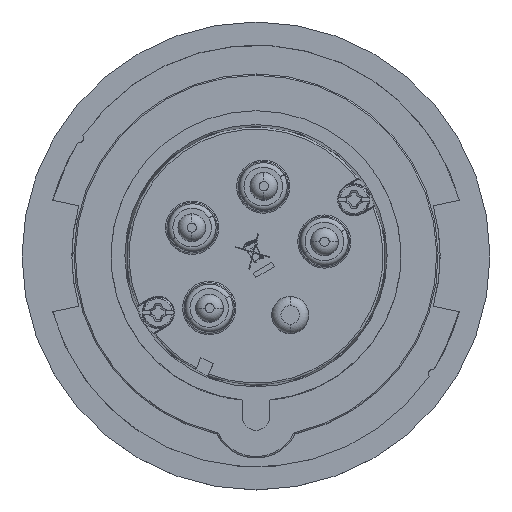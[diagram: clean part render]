
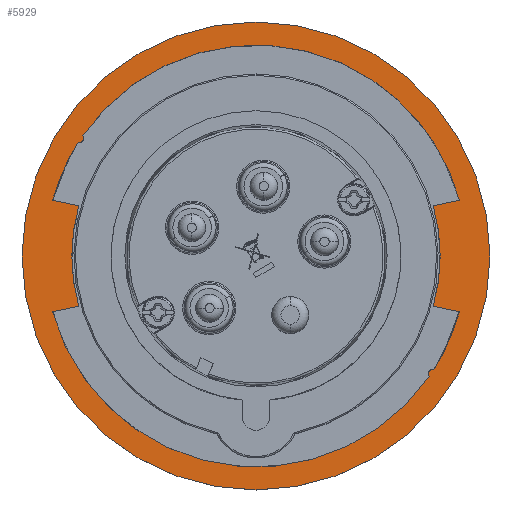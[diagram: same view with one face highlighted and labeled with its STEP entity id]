
A CAD part, top view. The second image highlights one B-rep face of the part: STEP entity #5929.
In plain terms, the highlighted planar face has unit normal (0, 0, 1).
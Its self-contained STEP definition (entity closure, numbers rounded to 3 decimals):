
#175 = DIRECTION ( 'NONE',  ( 0.978, 0.208, 0. ) ) ;
#1099 = EDGE_CURVE ( 'NONE', #18163, #10981, #24727, .T. ) ;
#1141 = DIRECTION ( 'NONE',  ( 0., 0., -1. ) ) ;
#1407 = ORIENTED_EDGE ( 'NONE', *, *, #17732, .F. ) ;
#1604 = ORIENTED_EDGE ( 'NONE', *, *, #24251, .F. ) ;
#1813 = CARTESIAN_POINT ( 'NONE',  ( -38.434, 10.9, -31.9 ) ) ;
#1874 = AXIS2_PLACEMENT_3D ( 'NONE', #16084, #4361, #23638 ) ;
#2161 = ORIENTED_EDGE ( 'NONE', *, *, #23045, .F. ) ;
#2651 = EDGE_CURVE ( 'NONE', #4024, #25620, #23549, .T. ) ;
#2677 = CIRCLE ( 'NONE', #19973, 50.75 ) ;
#2783 = LINE ( 'NONE', #11603, #21348 ) ;
#2866 = CARTESIAN_POINT ( 'NONE',  ( 38.434, 10.9, -31.9 ) ) ;
#2887 = AXIS2_PLACEMENT_3D ( 'NONE', #9827, #17225, #5645 ) ;
#3008 = DIRECTION ( 'NONE',  ( -0.218, -0.976, 0. ) ) ;
#3075 = DIRECTION ( 'NONE',  ( 0., 0., 1. ) ) ;
#3285 = DIRECTION ( 'NONE',  ( 0., 0., 1. ) ) ;
#3445 = EDGE_CURVE ( 'NONE', #5838, #11236, #20138, .T. ) ;
#3487 = CARTESIAN_POINT ( 'NONE',  ( 44.119, 12.108, -31.9 ) ) ;
#4024 = VERTEX_POINT ( 'NONE', #22872 ) ;
#4077 = VERTEX_POINT ( 'NONE', #19010 ) ;
#4169 = AXIS2_PLACEMENT_3D ( 'NONE', #25724, #11541, #30526 ) ;
#4361 = DIRECTION ( 'NONE',  ( 0., 0., 1. ) ) ;
#4697 = ORIENTED_EDGE ( 'NONE', *, *, #29358, .T. ) ;
#4949 = CARTESIAN_POINT ( 'NONE',  ( 0., 0., -31.9 ) ) ;
#5076 = EDGE_CURVE ( 'NONE', #11953, #18163, #28980, .T. ) ;
#5077 = CARTESIAN_POINT ( 'NONE',  ( 0., 0., -31.9 ) ) ;
#5232 = DIRECTION ( 'NONE',  ( 0., 0., 1. ) ) ;
#5247 = CIRCLE ( 'NONE', #20051, 45.75 ) ;
#5645 = DIRECTION ( 'NONE',  ( 0., -1., 0. ) ) ;
#5681 = VERTEX_POINT ( 'NONE', #13081 ) ;
#5838 = VERTEX_POINT ( 'NONE', #25714 ) ;
#5929 = ADVANCED_FACE ( 'NONE', ( #24008, #14739 ), #19709, .T. ) ;
#6646 = LINE ( 'NONE', #18390, #15875 ) ;
#6811 = CARTESIAN_POINT ( 'NONE',  ( 25.357, 38.08, -31.9 ) ) ;
#7008 = ORIENTED_EDGE ( 'NONE', *, *, #28059, .F. ) ;
#7412 = DIRECTION ( 'NONE',  ( 0., 0., 1. ) ) ;
#7448 = ORIENTED_EDGE ( 'NONE', *, *, #3445, .T. ) ;
#7729 = EDGE_CURVE ( 'NONE', #5681, #17681, #10647, .T. ) ;
#9126 = ORIENTED_EDGE ( 'NONE', *, *, #1099, .F. ) ;
#9295 = AXIS2_PLACEMENT_3D ( 'NONE', #13180, #1141, #10568 ) ;
#9388 = DIRECTION ( 'NONE',  ( 0.218, 0.976, 0. ) ) ;
#9459 = LINE ( 'NONE', #14222, #10394 ) ;
#9634 = CIRCLE ( 'NONE', #26871, 1. ) ;
#9677 = ORIENTED_EDGE ( 'NONE', *, *, #2651, .F. ) ;
#9679 = CARTESIAN_POINT ( 'NONE',  ( -37.555, 26.128, -31.9 ) ) ;
#9827 = CARTESIAN_POINT ( 'NONE',  ( -48.25, 0., -31.9 ) ) ;
#10233 = CARTESIAN_POINT ( 'NONE',  ( 0., 0., -31.9 ) ) ;
#10394 = VECTOR ( 'NONE', #16538, 1000. ) ;
#10443 = CARTESIAN_POINT ( 'NONE',  ( -44.119, 12.108, -31.9 ) ) ;
#10568 = DIRECTION ( 'NONE',  ( 0., 1., 0. ) ) ;
#10647 = CIRCLE ( 'NONE', #21486, 50.75 ) ;
#10981 = VERTEX_POINT ( 'NONE', #16347 ) ;
#11003 = CARTESIAN_POINT ( 'NONE',  ( 0., 0., -31.9 ) ) ;
#11236 = VERTEX_POINT ( 'NONE', #1813 ) ;
#11541 = DIRECTION ( 'NONE',  ( 0., 0., 1. ) ) ;
#11603 = CARTESIAN_POINT ( 'NONE',  ( -45.509, 12.404, -31.9 ) ) ;
#11915 = CIRCLE ( 'NONE', #15868, 45.75 ) ;
#11953 = VERTEX_POINT ( 'NONE', #15017 ) ;
#11991 = CARTESIAN_POINT ( 'NONE',  ( 0., 0., -31.9 ) ) ;
#12119 = CARTESIAN_POINT ( 'NONE',  ( 38.372, -25.551, -31.9 ) ) ;
#12248 = VERTEX_POINT ( 'NONE', #21496 ) ;
#13081 = CARTESIAN_POINT ( 'NONE',  ( 50.75, 0., -31.9 ) ) ;
#13180 = CARTESIAN_POINT ( 'NONE',  ( 0., 0., -31.9 ) ) ;
#14222 = CARTESIAN_POINT ( 'NONE',  ( 38.434, -10.9, -31.9 ) ) ;
#14739 = FACE_OUTER_BOUND ( 'NONE', #19860, .T. ) ;
#14968 = EDGE_CURVE ( 'NONE', #17681, #5681, #2677, .T. ) ;
#15017 = CARTESIAN_POINT ( 'NONE',  ( -44.119, -12.108, -31.9 ) ) ;
#15030 = CIRCLE ( 'NONE', #22458, 45.75 ) ;
#15868 = AXIS2_PLACEMENT_3D ( 'NONE', #11991, #24032, #16624 ) ;
#15875 = VECTOR ( 'NONE', #25474, 1000. ) ;
#16084 = CARTESIAN_POINT ( 'NONE',  ( 0., 0., -31.9 ) ) ;
#16228 = DIRECTION ( 'NONE',  ( -0.978, 0.208, 0. ) ) ;
#16347 = CARTESIAN_POINT ( 'NONE',  ( 38.589, -24.575, -31.9 ) ) ;
#16453 = ORIENTED_EDGE ( 'NONE', *, *, #7729, .T. ) ;
#16538 = DIRECTION ( 'NONE',  ( -0.978, 0.208, 0. ) ) ;
#16624 = DIRECTION ( 'NONE',  ( -1., 0., 0. ) ) ;
#16823 = DIRECTION ( 'NONE',  ( -1., 0., 0. ) ) ;
#17225 = DIRECTION ( 'NONE',  ( 0., 0., 1. ) ) ;
#17242 = VERTEX_POINT ( 'NONE', #6811 ) ;
#17478 = CIRCLE ( 'NONE', #4169, 45.75 ) ;
#17681 = VERTEX_POINT ( 'NONE', #23581 ) ;
#17732 = EDGE_CURVE ( 'NONE', #12248, #25586, #11915, .T. ) ;
#18163 = VERTEX_POINT ( 'NONE', #19959 ) ;
#18390 = CARTESIAN_POINT ( 'NONE',  ( -38.434, -10.9, -31.9 ) ) ;
#19010 = CARTESIAN_POINT ( 'NONE',  ( 44.119, -12.108, -31.9 ) ) ;
#19609 = DIRECTION ( 'NONE',  ( -1., 0., 0. ) ) ;
#19702 = DIRECTION ( 'NONE',  ( 0., 0., -1. ) ) ;
#19709 = PLANE ( 'NONE',  #2887 ) ;
#19715 = ORIENTED_EDGE ( 'NONE', *, *, #14968, .T. ) ;
#19860 = EDGE_LOOP ( 'NONE', ( #19715, #16453 ) ) ;
#19916 = CARTESIAN_POINT ( 'NONE',  ( 0., 0., -31.9 ) ) ;
#19959 = CARTESIAN_POINT ( 'NONE',  ( 37.555, -26.128, -31.9 ) ) ;
#19973 = AXIS2_PLACEMENT_3D ( 'NONE', #10233, #3285, #22276 ) ;
#20051 = AXIS2_PLACEMENT_3D ( 'NONE', #5077, #5232, #24356 ) ;
#20138 = CIRCLE ( 'NONE', #9295, 39.95 ) ;
#20163 = ORIENTED_EDGE ( 'NONE', *, *, #22274, .F. ) ;
#20610 = AXIS2_PLACEMENT_3D ( 'NONE', #11003, #20732, #27639 ) ;
#20642 = EDGE_CURVE ( 'NONE', #11236, #25586, #2783, .T. ) ;
#20732 = DIRECTION ( 'NONE',  ( 0., 0., 1. ) ) ;
#21054 = CARTESIAN_POINT ( 'NONE',  ( 45.509, 12.404, -31.9 ) ) ;
#21348 = VECTOR ( 'NONE', #16228, 1000. ) ;
#21466 = VERTEX_POINT ( 'NONE', #9679 ) ;
#21486 = AXIS2_PLACEMENT_3D ( 'NONE', #4949, #7412, #16823 ) ;
#21496 = CARTESIAN_POINT ( 'NONE',  ( -38.589, 24.575, -31.9 ) ) ;
#21567 = ORIENTED_EDGE ( 'NONE', *, *, #23291, .F. ) ;
#21789 = AXIS2_PLACEMENT_3D ( 'NONE', #12119, #19702, #3008 ) ;
#22274 = EDGE_CURVE ( 'NONE', #17242, #21466, #17478, .T. ) ;
#22276 = DIRECTION ( 'NONE',  ( -1., 0., 0. ) ) ;
#22458 = AXIS2_PLACEMENT_3D ( 'NONE', #19916, #3075, #19609 ) ;
#22546 = VERTEX_POINT ( 'NONE', #3487 ) ;
#22872 = CARTESIAN_POINT ( 'NONE',  ( 38.434, -10.9, -31.9 ) ) ;
#23045 = EDGE_CURVE ( 'NONE', #10981, #4077, #15030, .T. ) ;
#23291 = EDGE_CURVE ( 'NONE', #21466, #12248, #9634, .T. ) ;
#23549 = CIRCLE ( 'NONE', #1874, 39.95 ) ;
#23570 = DIRECTION ( 'NONE',  ( 0., 0., -1. ) ) ;
#23581 = CARTESIAN_POINT ( 'NONE',  ( -50.75, 0., -31.9 ) ) ;
#23638 = DIRECTION ( 'NONE',  ( 0., 1., 0. ) ) ;
#24008 = FACE_BOUND ( 'NONE', #24213, .T. ) ;
#24032 = DIRECTION ( 'NONE',  ( 0., 0., 1. ) ) ;
#24167 = ORIENTED_EDGE ( 'NONE', *, *, #5076, .F. ) ;
#24213 = EDGE_LOOP ( 'NONE', ( #24167, #4697, #7448, #27393, #1407, #21567, #20163, #1604, #25097, #9677, #7008, #2161, #9126 ) ) ;
#24251 = EDGE_CURVE ( 'NONE', #22546, #17242, #5247, .T. ) ;
#24356 = DIRECTION ( 'NONE',  ( -1., 0., 0. ) ) ;
#24727 = CIRCLE ( 'NONE', #21789, 1. ) ;
#25097 = ORIENTED_EDGE ( 'NONE', *, *, #29101, .F. ) ;
#25474 = DIRECTION ( 'NONE',  ( 0.978, 0.208, 0. ) ) ;
#25582 = CARTESIAN_POINT ( 'NONE',  ( -38.372, 25.551, -31.9 ) ) ;
#25586 = VERTEX_POINT ( 'NONE', #10443 ) ;
#25620 = VERTEX_POINT ( 'NONE', #2866 ) ;
#25714 = CARTESIAN_POINT ( 'NONE',  ( -38.434, -10.9, -31.9 ) ) ;
#25724 = CARTESIAN_POINT ( 'NONE',  ( 0., 0., -31.9 ) ) ;
#25950 = LINE ( 'NONE', #21054, #26713 ) ;
#26713 = VECTOR ( 'NONE', #175, 1000. ) ;
#26871 = AXIS2_PLACEMENT_3D ( 'NONE', #25582, #23570, #9388 ) ;
#27393 = ORIENTED_EDGE ( 'NONE', *, *, #20642, .T. ) ;
#27639 = DIRECTION ( 'NONE',  ( -1., 0., 0. ) ) ;
#28059 = EDGE_CURVE ( 'NONE', #4077, #4024, #9459, .T. ) ;
#28980 = CIRCLE ( 'NONE', #20610, 45.75 ) ;
#29101 = EDGE_CURVE ( 'NONE', #25620, #22546, #25950, .T. ) ;
#29358 = EDGE_CURVE ( 'NONE', #11953, #5838, #6646, .T. ) ;
#30526 = DIRECTION ( 'NONE',  ( -1., 0., 0. ) ) ;
